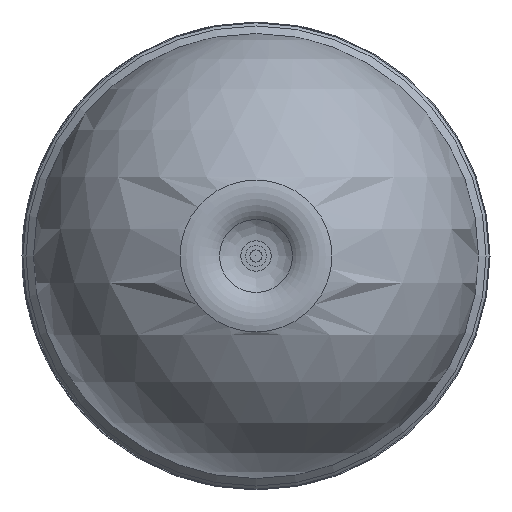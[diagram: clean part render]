
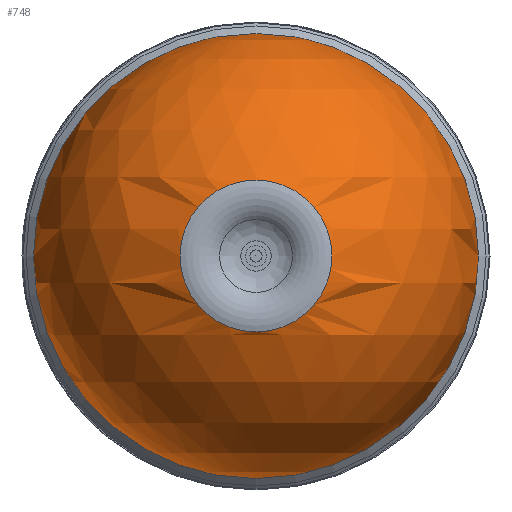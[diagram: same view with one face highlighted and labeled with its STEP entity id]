
A CAD part, left-side view. The second image highlights one B-rep face of the part: STEP entity #748.
In plain terms, the highlighted spherical face has radius 73.5 mm.
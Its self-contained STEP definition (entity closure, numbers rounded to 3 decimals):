
#748 = ADVANCED_FACE( '', ( #1626, #1627 ), #1628, .T. );
#1626 = FACE_OUTER_BOUND( '', #2874, .T. );
#1627 = FACE_BOUND( '', #2875, .T. );
#1628 = SPHERICAL_SURFACE( '', #2876, 73.5 );
#2874 = EDGE_LOOP( '', ( #4754 ) );
#2875 = EDGE_LOOP( '', ( #4755 ) );
#2876 = AXIS2_PLACEMENT_3D( '', #4756, #4757, #4758 );
#4754 = ORIENTED_EDGE( '', *, *, #7455, .T. );
#4755 = ORIENTED_EDGE( '', *, *, #7456, .F. );
#4756 = CARTESIAN_POINT( '', ( 10.965, -19.973, 0. ) );
#4757 = DIRECTION( '', ( 0., 0., 1. ) );
#4758 = DIRECTION( '', ( 1., 0., 0. ) );
#7455 = EDGE_CURVE( '', #8525, #8525, #8526, .T. );
#7456 = EDGE_CURVE( '', #8527, #8527, #8528, .T. );
#8525 = VERTEX_POINT( '', #10427 );
#8526 = CIRCLE( '', #10428, 73.5 );
#8527 = VERTEX_POINT( '', #10429 );
#8528 = CIRCLE( '', #10430, 25.086 );
#10427 = CARTESIAN_POINT( '', ( -62.535, -19.973, 0. ) );
#10428 = AXIS2_PLACEMENT_3D( '', #13505, #13506, #13507 );
#10429 = CARTESIAN_POINT( '', ( -14.121, 49.113, 0. ) );
#10430 = AXIS2_PLACEMENT_3D( '', #13508, #13509, #13510 );
#13505 = CARTESIAN_POINT( '', ( 10.965, -19.973, 0. ) );
#13506 = DIRECTION( '', ( 0., 1., 0. ) );
#13507 = DIRECTION( '', ( -1., 0., 0. ) );
#13508 = CARTESIAN_POINT( '', ( 10.965, 49.113, 0. ) );
#13509 = DIRECTION( '', ( 0., 1., 0. ) );
#13510 = DIRECTION( '', ( -1., 0., 0. ) );
